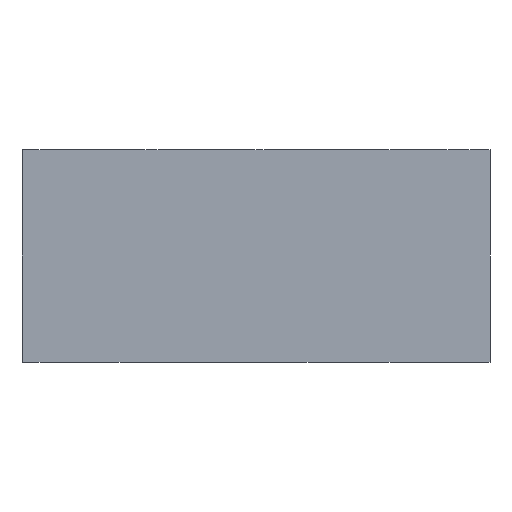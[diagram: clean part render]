
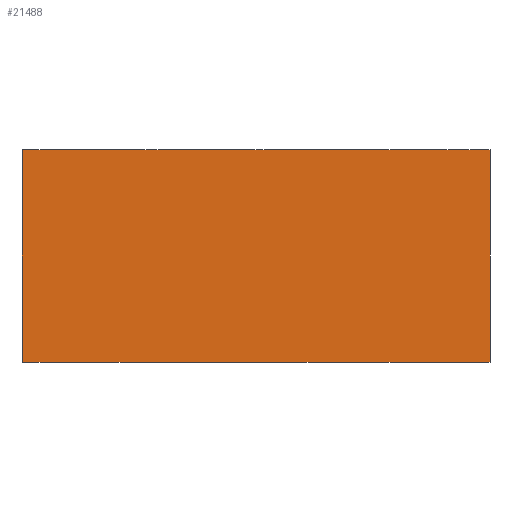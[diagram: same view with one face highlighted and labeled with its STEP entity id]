
A CAD part, front view. The second image highlights one B-rep face of the part: STEP entity #21488.
In plain terms, the highlighted planar face has unit normal (0, -1, 0).
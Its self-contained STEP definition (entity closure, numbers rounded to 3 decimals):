
#1187=FACE_OUTER_BOUND('',#2341,.T.);
#2341=EDGE_LOOP('',(#19270,#19271,#19272,#19273));
#5281=LINE('',#33796,#8268);
#5315=LINE('',#33886,#8302);
#5316=LINE('',#33889,#8303);
#5332=LINE('',#33921,#8319);
#8268=VECTOR('',#27708,10.);
#8302=VECTOR('',#27804,10.);
#8303=VECTOR('',#27807,10.);
#8319=VECTOR('',#27849,10.);
#10248=VERTEX_POINT('',#33793);
#10249=VERTEX_POINT('',#33795);
#10274=VERTEX_POINT('',#33884);
#10275=VERTEX_POINT('',#33888);
#13218=EDGE_CURVE('',#10248,#10249,#5281,.T.);
#13266=EDGE_CURVE('',#10248,#10274,#5315,.T.);
#13267=EDGE_CURVE('',#10249,#10275,#5316,.T.);
#13283=EDGE_CURVE('',#10275,#10274,#5332,.T.);
#19270=ORIENTED_EDGE('',*,*,#13267,.F.);
#19271=ORIENTED_EDGE('',*,*,#13218,.F.);
#19272=ORIENTED_EDGE('',*,*,#13266,.T.);
#19273=ORIENTED_EDGE('',*,*,#13283,.F.);
#20387=PLANE('',#22628);
#21488=ADVANCED_FACE('',(#1187),#20387,.T.);
#22628=AXIS2_PLACEMENT_3D('',#33922,#27850,#27851);
#27708=DIRECTION('',(1.,0.,0.));
#27804=DIRECTION('',(0.,0.,-1.));
#27807=DIRECTION('',(0.,0.,-1.));
#27849=DIRECTION('',(-1.,0.,0.));
#27850=DIRECTION('center_axis',(0.,-1.,0.));
#27851=DIRECTION('ref_axis',(-1.,0.,0.));
#33793=CARTESIAN_POINT('',(8.,-14.,20.));
#33795=CARTESIAN_POINT('',(52.,-14.,20.));
#33796=CARTESIAN_POINT('',(50.5,-14.,20.));
#33884=CARTESIAN_POINT('',(8.,-14.,0.));
#33886=CARTESIAN_POINT('',(8.,-14.,20.));
#33888=CARTESIAN_POINT('',(52.,-14.,0.));
#33889=CARTESIAN_POINT('',(52.,-14.,20.));
#33921=CARTESIAN_POINT('',(51.375,-14.,0.));
#33922=CARTESIAN_POINT('Origin',(52.,-14.,20.));
